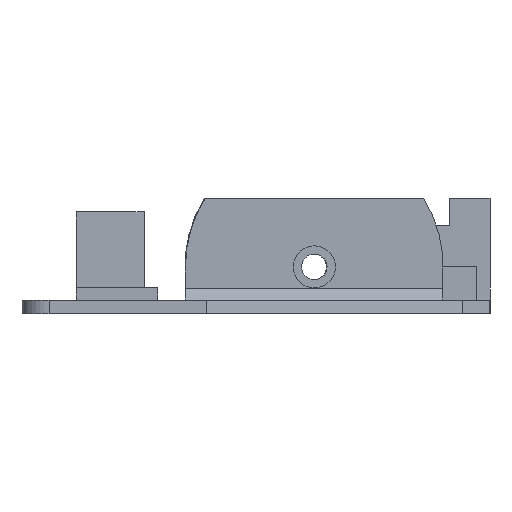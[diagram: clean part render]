
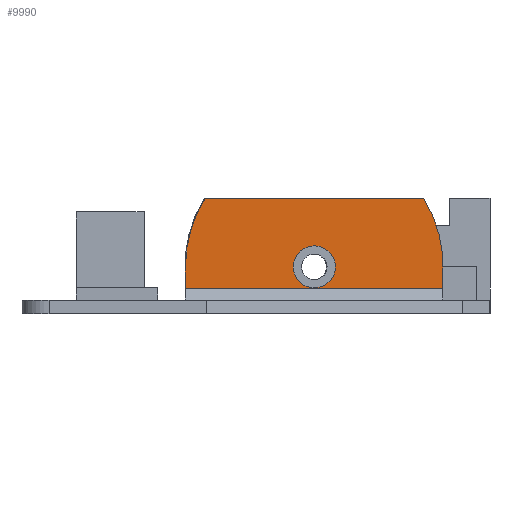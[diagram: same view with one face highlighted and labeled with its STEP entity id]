
A CAD part, left-side view. The second image highlights one B-rep face of the part: STEP entity #9990.
In plain terms, the highlighted planar face has unit normal (-1, 0, 0).
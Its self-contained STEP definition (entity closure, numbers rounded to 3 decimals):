
#398 = PLANE('',#399);
#399 = AXIS2_PLACEMENT_3D('',#400,#401,#402);
#400 = CARTESIAN_POINT('',(-64.,12.4,6.9));
#401 = DIRECTION('',(0.,1.,0.));
#402 = DIRECTION('',(-0.,0.,-1.));
#449 = PLANE('',#450);
#450 = AXIS2_PLACEMENT_3D('',#451,#452,#453);
#451 = CARTESIAN_POINT('',(-64.85,-25.5,2.85));
#452 = DIRECTION('',(-0.707,0.,0.707)
  );
#453 = DIRECTION('',(0.,-1.,0.));
#477 = PLANE('',#478);
#478 = AXIS2_PLACEMENT_3D('',#479,#480,#481);
#479 = CARTESIAN_POINT('',(-38.,-25.5,2.));
#480 = DIRECTION('',(0.,-1.,0.));
#481 = DIRECTION('',(-1.,0.,0.));
#4923 = EDGE_CURVE('',#4924,#4926,#4928,.T.);
#4924 = VERTEX_POINT('',#4925);
#4925 = CARTESIAN_POINT('',(-64.,12.4,6.9));
#4926 = VERTEX_POINT('',#4927);
#4927 = CARTESIAN_POINT('',(-64.,12.4,3.7));
#4928 = SURFACE_CURVE('',#4929,(#4933,#4940),.PCURVE_S1.);
#4929 = LINE('',#4930,#4931);
#4930 = CARTESIAN_POINT('',(-64.,12.4,6.9));
#4931 = VECTOR('',#4932,1.);
#4932 = DIRECTION('',(-0.,0.,-1.));
#4933 = PCURVE('',#398,#4934);
#4934 = DEFINITIONAL_REPRESENTATION('',(#4935),#4939);
#4935 = LINE('',#4936,#4937);
#4936 = CARTESIAN_POINT('',(0.,0.));
#4937 = VECTOR('',#4938,1.);
#4938 = DIRECTION('',(1.,0.));
#4939 = ( GEOMETRIC_REPRESENTATION_CONTEXT(2) 
PARAMETRIC_REPRESENTATION_CONTEXT() REPRESENTATION_CONTEXT('2D SPACE',''
  ) );
#4940 = PCURVE('',#4941,#4946);
#4941 = PLANE('',#4942);
#4942 = AXIS2_PLACEMENT_3D('',#4943,#4944,#4945);
#4943 = CARTESIAN_POINT('',(-64.,-25.5,2.));
#4944 = DIRECTION('',(-1.,0.,0.));
#4945 = DIRECTION('',(0.,1.,0.));
#4946 = DEFINITIONAL_REPRESENTATION('',(#4947),#4951);
#4947 = LINE('',#4948,#4949);
#4948 = CARTESIAN_POINT('',(37.9,-4.9));
#4949 = VECTOR('',#4950,1.);
#4950 = DIRECTION('',(0.,1.));
#4951 = ( GEOMETRIC_REPRESENTATION_CONTEXT(2) 
PARAMETRIC_REPRESENTATION_CONTEXT() REPRESENTATION_CONTEXT('2D SPACE',''
  ) );
#4969 = CYLINDRICAL_SURFACE('',#4970,19.);
#4970 = AXIS2_PLACEMENT_3D('',#4971,#4972,#4973);
#4971 = CARTESIAN_POINT('',(-64.,-6.6,6.9));
#4972 = DIRECTION('',(-1.,0.,0.));
#4973 = DIRECTION('',(0.,-1.,0.));
#5154 = VERTEX_POINT('',#5155);
#5155 = CARTESIAN_POINT('',(-64.,-25.5,3.7));
#5178 = EDGE_CURVE('',#5154,#4926,#5179,.T.);
#5179 = SURFACE_CURVE('',#5180,(#5184,#5191),.PCURVE_S1.);
#5180 = LINE('',#5181,#5182);
#5181 = CARTESIAN_POINT('',(-64.,-25.5,3.7));
#5182 = VECTOR('',#5183,1.);
#5183 = DIRECTION('',(0.,1.,0.));
#5184 = PCURVE('',#449,#5185);
#5185 = DEFINITIONAL_REPRESENTATION('',(#5186),#5190);
#5186 = LINE('',#5187,#5188);
#5187 = CARTESIAN_POINT('',(-0.,1.202));
#5188 = VECTOR('',#5189,1.);
#5189 = DIRECTION('',(-1.,0.));
#5190 = ( GEOMETRIC_REPRESENTATION_CONTEXT(2) 
PARAMETRIC_REPRESENTATION_CONTEXT() REPRESENTATION_CONTEXT('2D SPACE',''
  ) );
#5191 = PCURVE('',#4941,#5192);
#5192 = DEFINITIONAL_REPRESENTATION('',(#5193),#5197);
#5193 = LINE('',#5194,#5195);
#5194 = CARTESIAN_POINT('',(0.,-1.7));
#5195 = VECTOR('',#5196,1.);
#5196 = DIRECTION('',(1.,0.));
#5197 = ( GEOMETRIC_REPRESENTATION_CONTEXT(2) 
PARAMETRIC_REPRESENTATION_CONTEXT() REPRESENTATION_CONTEXT('2D SPACE',''
  ) );
#5202 = EDGE_CURVE('',#5154,#5203,#5205,.T.);
#5203 = VERTEX_POINT('',#5204);
#5204 = CARTESIAN_POINT('',(-64.,-25.5,8.847));
#5205 = SURFACE_CURVE('',#5206,(#5210,#5217),.PCURVE_S1.);
#5206 = LINE('',#5207,#5208);
#5207 = CARTESIAN_POINT('',(-64.,-25.5,2.));
#5208 = VECTOR('',#5209,1.);
#5209 = DIRECTION('',(0.,0.,1.));
#5210 = PCURVE('',#477,#5211);
#5211 = DEFINITIONAL_REPRESENTATION('',(#5212),#5216);
#5212 = LINE('',#5213,#5214);
#5213 = CARTESIAN_POINT('',(26.,0.));
#5214 = VECTOR('',#5215,1.);
#5215 = DIRECTION('',(0.,-1.));
#5216 = ( GEOMETRIC_REPRESENTATION_CONTEXT(2) 
PARAMETRIC_REPRESENTATION_CONTEXT() REPRESENTATION_CONTEXT('2D SPACE',''
  ) );
#5217 = PCURVE('',#4941,#5218);
#5218 = DEFINITIONAL_REPRESENTATION('',(#5219),#5223);
#5219 = LINE('',#5220,#5221);
#5220 = CARTESIAN_POINT('',(0.,0.));
#5221 = VECTOR('',#5222,1.);
#5222 = DIRECTION('',(0.,-1.));
#5223 = ( GEOMETRIC_REPRESENTATION_CONTEXT(2) 
PARAMETRIC_REPRESENTATION_CONTEXT() REPRESENTATION_CONTEXT('2D SPACE',''
  ) );
#5263 = CYLINDRICAL_SURFACE('',#5264,19.);
#5264 = AXIS2_PLACEMENT_3D('',#5265,#5266,#5267);
#5265 = CARTESIAN_POINT('',(-64.,-6.6,6.9));
#5266 = DIRECTION('',(-1.,0.,0.));
#5267 = DIRECTION('',(0.,-1.,0.));
#5567 = PLANE('',#5568);
#5568 = AXIS2_PLACEMENT_3D('',#5569,#5570,#5571);
#5569 = CARTESIAN_POINT('',(-38.,-25.5,17.));
#5570 = DIRECTION('',(0.,0.,1.));
#5571 = DIRECTION('',(-1.,0.,0.));
#9990 = ADVANCED_FACE('',(#9991,#10065),#4941,.T.);
#9991 = FACE_BOUND('',#9992,.T.);
#9992 = EDGE_LOOP('',(#9993,#9994,#10018,#10041,#10063,#10064));
#9993 = ORIENTED_EDGE('',*,*,#5202,.T.);
#9994 = ORIENTED_EDGE('',*,*,#9995,.T.);
#9995 = EDGE_CURVE('',#5203,#9996,#9998,.T.);
#9996 = VERTEX_POINT('',#9997);
#9997 = CARTESIAN_POINT('',(-64.,-22.693,17.));
#9998 = SURFACE_CURVE('',#9999,(#10004,#10011),.PCURVE_S1.);
#9999 = CIRCLE('',#10000,19.);
#10000 = AXIS2_PLACEMENT_3D('',#10001,#10002,#10003);
#10001 = CARTESIAN_POINT('',(-64.,-6.6,6.9));
#10002 = DIRECTION('',(-1.,0.,0.));
#10003 = DIRECTION('',(0.,-1.,0.));
#10004 = PCURVE('',#4941,#10005);
#10005 = DEFINITIONAL_REPRESENTATION('',(#10006),#10010);
#10006 = CIRCLE('',#10007,19.);
#10007 = AXIS2_PLACEMENT_2D('',#10008,#10009);
#10008 = CARTESIAN_POINT('',(18.9,-4.9));
#10009 = DIRECTION('',(-1.,0.));
#10010 = ( GEOMETRIC_REPRESENTATION_CONTEXT(2) 
PARAMETRIC_REPRESENTATION_CONTEXT() REPRESENTATION_CONTEXT('2D SPACE',''
  ) );
#10011 = PCURVE('',#5263,#10012);
#10012 = DEFINITIONAL_REPRESENTATION('',(#10013),#10017);
#10013 = LINE('',#10014,#10015);
#10014 = CARTESIAN_POINT('',(0.,0.));
#10015 = VECTOR('',#10016,1.);
#10016 = DIRECTION('',(1.,0.));
#10017 = ( GEOMETRIC_REPRESENTATION_CONTEXT(2) 
PARAMETRIC_REPRESENTATION_CONTEXT() REPRESENTATION_CONTEXT('2D SPACE',''
  ) );
#10018 = ORIENTED_EDGE('',*,*,#10019,.T.);
#10019 = EDGE_CURVE('',#9996,#10020,#10022,.T.);
#10020 = VERTEX_POINT('',#10021);
#10021 = CARTESIAN_POINT('',(-64.,9.493,17.));
#10022 = SURFACE_CURVE('',#10023,(#10027,#10034),.PCURVE_S1.);
#10023 = LINE('',#10024,#10025);
#10024 = CARTESIAN_POINT('',(-64.,-25.5,17.));
#10025 = VECTOR('',#10026,1.);
#10026 = DIRECTION('',(0.,1.,0.));
#10027 = PCURVE('',#4941,#10028);
#10028 = DEFINITIONAL_REPRESENTATION('',(#10029),#10033);
#10029 = LINE('',#10030,#10031);
#10030 = CARTESIAN_POINT('',(0.,-15.));
#10031 = VECTOR('',#10032,1.);
#10032 = DIRECTION('',(1.,0.));
#10033 = ( GEOMETRIC_REPRESENTATION_CONTEXT(2) 
PARAMETRIC_REPRESENTATION_CONTEXT() REPRESENTATION_CONTEXT('2D SPACE',''
  ) );
#10034 = PCURVE('',#5567,#10035);
#10035 = DEFINITIONAL_REPRESENTATION('',(#10036),#10040);
#10036 = LINE('',#10037,#10038);
#10037 = CARTESIAN_POINT('',(26.,0.));
#10038 = VECTOR('',#10039,1.);
#10039 = DIRECTION('',(0.,-1.));
#10040 = ( GEOMETRIC_REPRESENTATION_CONTEXT(2) 
PARAMETRIC_REPRESENTATION_CONTEXT() REPRESENTATION_CONTEXT('2D SPACE',''
  ) );
#10041 = ORIENTED_EDGE('',*,*,#10042,.T.);
#10042 = EDGE_CURVE('',#10020,#4924,#10043,.T.);
#10043 = SURFACE_CURVE('',#10044,(#10049,#10056),.PCURVE_S1.);
#10044 = CIRCLE('',#10045,19.);
#10045 = AXIS2_PLACEMENT_3D('',#10046,#10047,#10048);
#10046 = CARTESIAN_POINT('',(-64.,-6.6,6.9));
#10047 = DIRECTION('',(-1.,0.,0.));
#10048 = DIRECTION('',(0.,-1.,0.));
#10049 = PCURVE('',#4941,#10050);
#10050 = DEFINITIONAL_REPRESENTATION('',(#10051),#10055);
#10051 = CIRCLE('',#10052,19.);
#10052 = AXIS2_PLACEMENT_2D('',#10053,#10054);
#10053 = CARTESIAN_POINT('',(18.9,-4.9));
#10054 = DIRECTION('',(-1.,0.));
#10055 = ( GEOMETRIC_REPRESENTATION_CONTEXT(2) 
PARAMETRIC_REPRESENTATION_CONTEXT() REPRESENTATION_CONTEXT('2D SPACE',''
  ) );
#10056 = PCURVE('',#4969,#10057);
#10057 = DEFINITIONAL_REPRESENTATION('',(#10058),#10062);
#10058 = LINE('',#10059,#10060);
#10059 = CARTESIAN_POINT('',(0.,0.));
#10060 = VECTOR('',#10061,1.);
#10061 = DIRECTION('',(1.,0.));
#10062 = ( GEOMETRIC_REPRESENTATION_CONTEXT(2) 
PARAMETRIC_REPRESENTATION_CONTEXT() REPRESENTATION_CONTEXT('2D SPACE',''
  ) );
#10063 = ORIENTED_EDGE('',*,*,#4923,.T.);
#10064 = ORIENTED_EDGE('',*,*,#5178,.F.);
#10065 = FACE_BOUND('',#10066,.T.);
#10066 = EDGE_LOOP('',(#10067));
#10067 = ORIENTED_EDGE('',*,*,#10068,.F.);
#10068 = EDGE_CURVE('',#10069,#10069,#10071,.T.);
#10069 = VERTEX_POINT('',#10070);
#10070 = CARTESIAN_POINT('',(-64.,-9.7,6.9));
#10071 = SURFACE_CURVE('',#10072,(#10077,#10084),.PCURVE_S1.);
#10072 = CIRCLE('',#10073,3.1);
#10073 = AXIS2_PLACEMENT_3D('',#10074,#10075,#10076);
#10074 = CARTESIAN_POINT('',(-64.,-6.6,6.9));
#10075 = DIRECTION('',(-1.,0.,0.));
#10076 = DIRECTION('',(0.,-1.,0.));
#10077 = PCURVE('',#4941,#10078);
#10078 = DEFINITIONAL_REPRESENTATION('',(#10079),#10083);
#10079 = CIRCLE('',#10080,3.1);
#10080 = AXIS2_PLACEMENT_2D('',#10081,#10082);
#10081 = CARTESIAN_POINT('',(18.9,-4.9));
#10082 = DIRECTION('',(-1.,0.));
#10083 = ( GEOMETRIC_REPRESENTATION_CONTEXT(2) 
PARAMETRIC_REPRESENTATION_CONTEXT() REPRESENTATION_CONTEXT('2D SPACE',''
  ) );
#10084 = PCURVE('',#10085,#10090);
#10085 = CYLINDRICAL_SURFACE('',#10086,3.1);
#10086 = AXIS2_PLACEMENT_3D('',#10087,#10088,#10089);
#10087 = CARTESIAN_POINT('',(-64.,-6.6,6.9));
#10088 = DIRECTION('',(-1.,0.,0.));
#10089 = DIRECTION('',(0.,-1.,0.));
#10090 = DEFINITIONAL_REPRESENTATION('',(#10091),#10095);
#10091 = LINE('',#10092,#10093);
#10092 = CARTESIAN_POINT('',(0.,0.));
#10093 = VECTOR('',#10094,1.);
#10094 = DIRECTION('',(1.,0.));
#10095 = ( GEOMETRIC_REPRESENTATION_CONTEXT(2) 
PARAMETRIC_REPRESENTATION_CONTEXT() REPRESENTATION_CONTEXT('2D SPACE',''
  ) );
